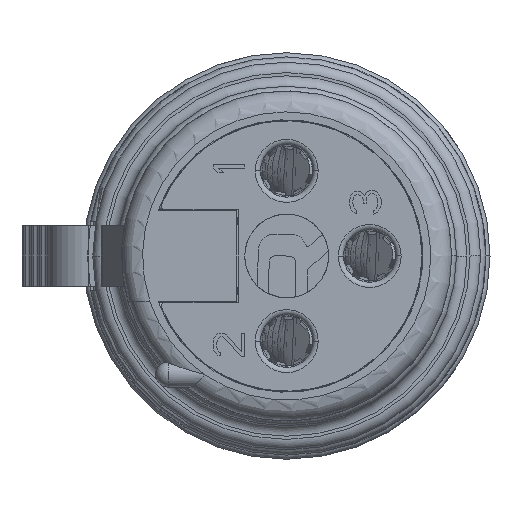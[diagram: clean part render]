
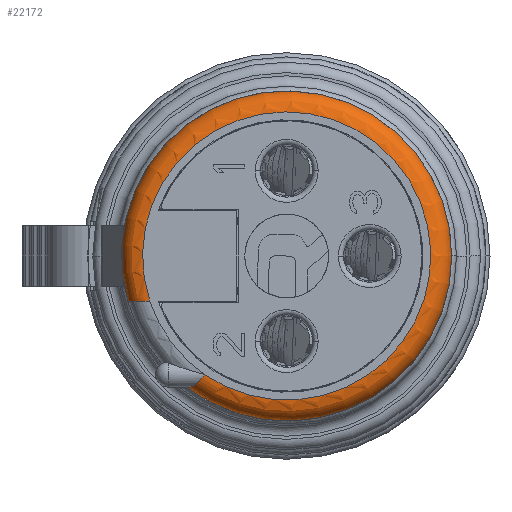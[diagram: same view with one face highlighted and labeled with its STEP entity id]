
A CAD part, left-side view. The second image highlights one B-rep face of the part: STEP entity #22172.
In plain terms, the highlighted toroidal (fillet/blend) face has major radius 6.875 mm and minor radius 1 mm.
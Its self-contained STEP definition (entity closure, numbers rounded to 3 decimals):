
#4664=CARTESIAN_POINT('',(-13.1,0.,0.));
#4665=DIRECTION('',(-1.,0.,0.));
#4666=DIRECTION('',(0.,0.607,-0.795));
#4667=AXIS2_PLACEMENT_3D('',#4664,#4665,#4666);
#4828=CARTESIAN_POINT('',(-14.1,0.,0.));
#4829=DIRECTION('',(-1.,0.,0.));
#4830=DIRECTION('',(0.,0.568,-0.823));
#4831=AXIS2_PLACEMENT_3D('',#4828,#4829,#4830);
#4833=CARTESIAN_POINT('',(-13.1,4.782,-6.257));
#4834=CARTESIAN_POINT('',(-13.168,4.782,
-6.257));
#4835=CARTESIAN_POINT('',(-13.302,4.76,
-6.257));
#4836=CARTESIAN_POINT('',(-13.435,4.691,
-6.257));
#4837=CARTESIAN_POINT('',(-13.5,4.643,-6.257));
#4839=CARTESIAN_POINT('',(-13.5,4.643,-6.257));
#4840=CARTESIAN_POINT('',(-13.562,4.597,
-6.257));
#4841=CARTESIAN_POINT('',(-13.688,4.505,
-6.237));
#4842=CARTESIAN_POINT('',(-13.859,4.363,
-6.15));
#4843=CARTESIAN_POINT('',(-13.993,4.215,
-6.016));
#4844=CARTESIAN_POINT('',(-14.08,4.064,
-5.847));
#4845=CARTESIAN_POINT('',(-14.1,3.96,-5.721));
#4846=CARTESIAN_POINT('',(-14.1,3.907,-5.657));
#4848=CARTESIAN_POINT('',(-14.1,6.53,-2.15));
#4849=CARTESIAN_POINT('',(-14.1,6.599,-2.15));
#4850=CARTESIAN_POINT('',(-14.087,6.735,
-2.15));
#4851=CARTESIAN_POINT('',(-14.032,6.929,
-2.15));
#4852=CARTESIAN_POINT('',(-13.941,7.11,
-2.15));
#4853=CARTESIAN_POINT('',(-13.818,7.269,
-2.15));
#4854=CARTESIAN_POINT('',(-13.667,7.401,
-2.15));
#4855=CARTESIAN_POINT('',(-13.491,7.5,
-2.15));
#4856=CARTESIAN_POINT('',(-13.299,7.562,
-2.15));
#4857=CARTESIAN_POINT('',(-13.166,7.576,
-2.15));
#4858=CARTESIAN_POINT('',(-13.1,7.576,-2.15));
#6246=CARTESIAN_POINT('',(-13.1,4.782,-6.257));
#6248=VERTEX_POINT('',#6246);
#6253=VERTEX_POINT('',#4837);
#6255=VERTEX_POINT('',#4846);
#6350=VERTEX_POINT('',#4848);
#6351=VERTEX_POINT('',#4858);
#22157=CARTESIAN_POINT('',(-13.1,0.,0.));
#22158=DIRECTION('',(-1.,0.,0.));
#22159=DIRECTION('',(0.,-1.,-0.01));
#22160=AXIS2_PLACEMENT_3D('',#22157,#22158,#22159);
#22161=TOROIDAL_SURFACE('',#22160,6.875,1.);
#22162=ORIENTED_EDGE('',*,*,#22041,.T.);
#22164=ORIENTED_EDGE('',*,*,#22163,.T.);
#22165=ORIENTED_EDGE('',*,*,#21928,.F.);
#22167=ORIENTED_EDGE('',*,*,#22166,.T.);
#22169=ORIENTED_EDGE('',*,*,#22168,.T.);
#22170=EDGE_LOOP('',(#22162,#22164,#22165,#22167,#22169));
#22171=FACE_OUTER_BOUND('',#22170,.F.);
#4668=CIRCLE('',#4667,7.875);
#4832=CIRCLE('',#4831,6.875);
#4838=B_SPLINE_CURVE_WITH_KNOTS('',3,(#4833,#4834,#4835,#4836,#4837),
.UNSPECIFIED.,.F.,.F.,(4,1,4),(0.,0.5,1.),.UNSPECIFIED.);
#4847=B_SPLINE_CURVE_WITH_KNOTS('',3,(#4839,#4840,#4841,#4842,#4843,#4844,#4845,
#4846),.UNSPECIFIED.,.F.,.F.,(4,1,1,1,1,4),(0.,0.2,0.4,0.6,0.8,1.),
.UNSPECIFIED.);
#4859=B_SPLINE_CURVE_WITH_KNOTS('',3,(#4848,#4849,#4850,#4851,#4852,#4853,#4854,
#4855,#4856,#4857,#4858),.UNSPECIFIED.,.F.,.F.,(4,1,1,1,1,1,1,1,4),(0.,
0.125,0.25,0.375,0.5,0.625,0.75,0.875,1.),.UNSPECIFIED.);
#21928=EDGE_CURVE('',#6248,#6351,#4668,.T.);
#22041=EDGE_CURVE('',#6255,#6350,#4832,.T.);
#22163=EDGE_CURVE('',#6350,#6351,#4859,.T.);
#22166=EDGE_CURVE('',#6248,#6253,#4838,.T.);
#22168=EDGE_CURVE('',#6253,#6255,#4847,.T.);
#22172=ADVANCED_FACE('',(#22171),#22161,.T.);
